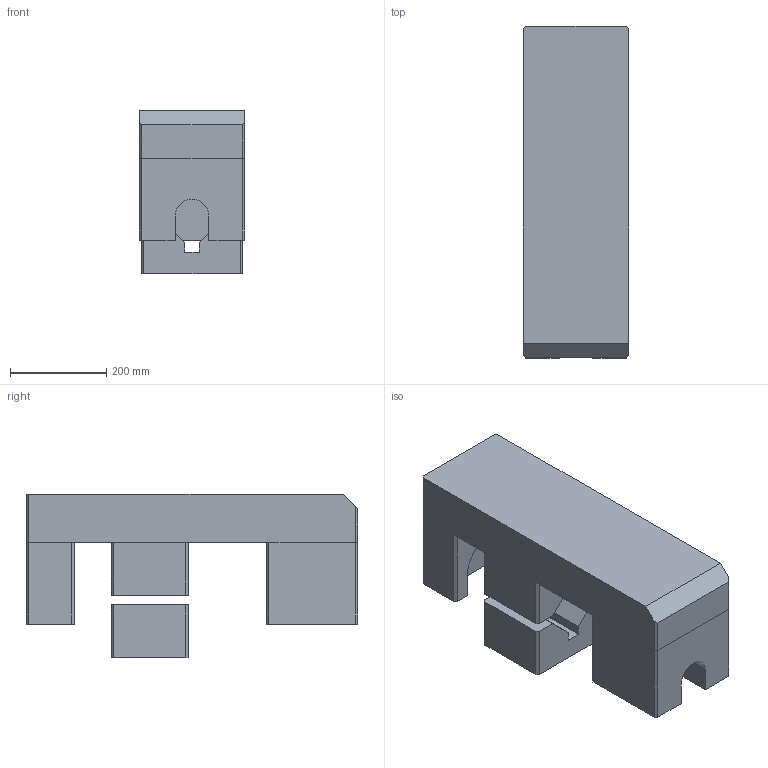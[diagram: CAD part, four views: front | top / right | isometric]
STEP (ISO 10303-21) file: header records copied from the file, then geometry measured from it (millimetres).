
FILE_DESCRIPTION (( 'STEP AP214' ), '1' );
FILE_NAME ('00121413_defeature.STEP', '2021-04-09T09:07:39', ( '' ), ( '' ), 'SwSTEP 2.0', 'SolidWorks 2020', '' );
FILE_SCHEMA (( 'AUTOMOTIVE_DESIGN' ));
Length unit declared in the file: millimetre
Products named in the file (1): 00121413_defeature
Bounding box: 220 x 690 x 340 mm (x, y, z)
Volume: 30142177.4 mm3; surface area: 986781 mm2
Topology: 2 solids, 2 shells, 74 faces, 186 edges, 120 vertices
Faces by surface type: plane 69, cylinder 5
Full cylindrical faces by diameter (mm): 8.3 x3
Entity records: 3006 total; most frequent: CARTESIAN_POINT 378, ORIENTED_EDGE 366, DIRECTION 343, EDGE_CURVE 183, VECTOR 173, LINE 173, VERTEX_POINT 120, AXIS2_PLACEMENT_3D 85
